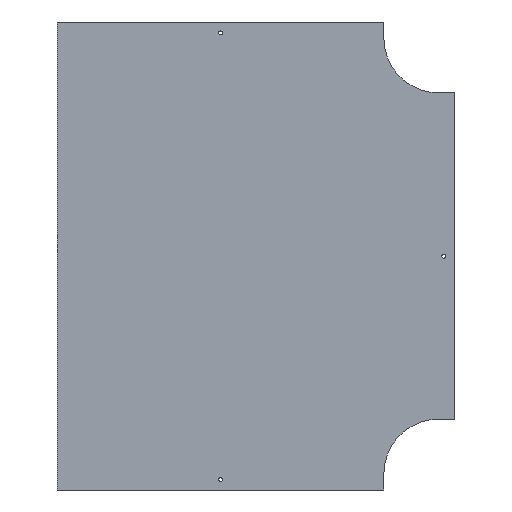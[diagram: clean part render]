
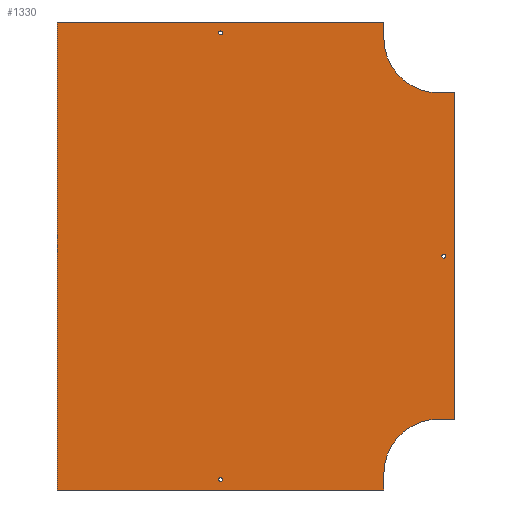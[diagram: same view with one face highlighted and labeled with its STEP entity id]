
A CAD part, front view. The second image highlights one B-rep face of the part: STEP entity #1330.
In plain terms, the highlighted planar face has unit normal (0, -1, 0).
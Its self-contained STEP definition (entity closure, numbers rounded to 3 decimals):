
#69 = AXIS2_PLACEMENT_3D ( 'NONE', #2195, #2194, #2193 ) ;
#70 = AXIS2_PLACEMENT_3D ( 'NONE', #2185, #2184, #2183 ) ;
#71 = AXIS2_PLACEMENT_3D ( 'NONE', #2180, #2179, #2178 ) ;
#72 = AXIS2_PLACEMENT_3D ( 'NONE', #2176, #2175, #2174 ) ;
#73 = AXIS2_PLACEMENT_3D ( 'NONE', #2173, #2172, #2171 ) ;
#246 = LINE ( 'NONE', #2204, #253 ) ;
#248 = LINE ( 'NONE', #2200, #251 ) ;
#250 = LINE ( 'NONE', #2186, #263 ) ;
#251 = VECTOR ( 'NONE', #2198, 1000. ) ;
#252 = CIRCLE ( 'NONE', #69, 100. ) ;
#253 = VECTOR ( 'NONE', #2197, 1000. ) ;
#254 = LINE ( 'NONE', #2199, #256 ) ;
#255 = LINE ( 'NONE', #2192, #258 ) ;
#256 = VECTOR ( 'NONE', #2202, 1000. ) ;
#257 = LINE ( 'NONE', #2190, #260 ) ;
#258 = VECTOR ( 'NONE', #2191, 1000. ) ;
#259 = CIRCLE ( 'NONE', #70, 100. ) ;
#260 = VECTOR ( 'NONE', #2189, 1000. ) ;
#261 = LINE ( 'NONE', #2188, #265 ) ;
#262 = LINE ( 'NONE', #2187, #267 ) ;
#263 = VECTOR ( 'NONE', #2196, 1000. ) ;
#265 = VECTOR ( 'NONE', #2182, 1000. ) ;
#266 = CIRCLE ( 'NONE', #71, 3.5 ) ;
#267 = VECTOR ( 'NONE', #2181, 1000. ) ;
#270 = CIRCLE ( 'NONE', #72, 3.5 ) ;
#271 = CIRCLE ( 'NONE', #73, 3.5 ) ;
#775 = CARTESIAN_POINT ( 'NONE',  ( 0., 0., -844.3 ) ) ;
#776 = CARTESIAN_POINT ( 'NONE',  ( 0., 0., -16.5 ) ) ;
#777 = CARTESIAN_POINT ( 'NONE',  ( 410., 0., -426.9 ) ) ;
#954 = VERTEX_POINT ( 'NONE', #775 ) ;
#955 = VERTEX_POINT ( 'NONE', #776 ) ;
#956 = VERTEX_POINT ( 'NONE', #777 ) ;
#1007 = ORIENTED_EDGE ( 'NONE', *, *, #2340, .T. ) ;
#1008 = ORIENTED_EDGE ( 'NONE', *, *, #2341, .T. ) ;
#1009 = ORIENTED_EDGE ( 'NONE', *, *, #2342, .T. ) ;
#1010 = ORIENTED_EDGE ( 'NONE', *, *, #2343, .T. ) ;
#1011 = ORIENTED_EDGE ( 'NONE', *, *, #2344, .T. ) ;
#1012 = ORIENTED_EDGE ( 'NONE', *, *, #2345, .T. ) ;
#1013 = ORIENTED_EDGE ( 'NONE', *, *, #2346, .F. ) ;
#1014 = ORIENTED_EDGE ( 'NONE', *, *, #2347, .F. ) ;
#1015 = ORIENTED_EDGE ( 'NONE', *, *, #2348, .F. ) ;
#1016 = ORIENTED_EDGE ( 'NONE', *, *, #2349, .T. ) ;
#1017 = ORIENTED_EDGE ( 'NONE', *, *, #2350, .T. ) ;
#1018 = ORIENTED_EDGE ( 'NONE', *, *, #2351, .T. ) ;
#1019 = ORIENTED_EDGE ( 'NONE', *, *, #2352, .T. ) ;
#1330 = ADVANCED_FACE ( 'NONE', ( #1645, #1644, #1639, #1646 ), #1981, .F. ) ;
#1613 = EDGE_LOOP ( 'NONE', ( #1007, #1008, #1009, #1010, #1011, #1012, #1013, #1014, #1015, #1016 ) ) ;
#1617 = EDGE_LOOP ( 'NONE', ( #1017 ) ) ;
#1618 = EDGE_LOOP ( 'NONE', ( #1018 ) ) ;
#1619 = EDGE_LOOP ( 'NONE', ( #1019 ) ) ;
#1639 = FACE_BOUND ( 'NONE', #1618, .T. ) ;
#1644 = FACE_BOUND ( 'NONE', #1617, .T. ) ;
#1645 = FACE_OUTER_BOUND ( 'NONE', #1613, .T. ) ;
#1646 = FACE_BOUND ( 'NONE', #1619, .T. ) ;
#1980 = DIRECTION ( 'NONE',  ( 0., 0., 1. ) ) ;
#1981 = PLANE ( 'NONE',  #2538 ) ;
#1982 = CARTESIAN_POINT ( 'NONE',  ( 0., 0., 0. ) ) ;
#1988 = DIRECTION ( 'NONE',  ( 0., 1., 0. ) ) ;
#2016 = CARTESIAN_POINT ( 'NONE',  ( -300., 0., 0. ) ) ;
#2017 = CARTESIAN_POINT ( 'NONE',  ( 300., 0., 0. ) ) ;
#2018 = CARTESIAN_POINT ( 'NONE',  ( -300., 0., -860. ) ) ;
#2020 = CARTESIAN_POINT ( 'NONE',  ( 300., 0., -30. ) ) ;
#2029 = CARTESIAN_POINT ( 'NONE',  ( 400., 0., -730. ) ) ;
#2030 = CARTESIAN_POINT ( 'NONE',  ( 430., 0., -730. ) ) ;
#2032 = CARTESIAN_POINT ( 'NONE',  ( 430., 0., -130. ) ) ;
#2033 = CARTESIAN_POINT ( 'NONE',  ( 400., 0., -130. ) ) ;
#2171 = DIRECTION ( 'NONE',  ( 0., 0., 1. ) ) ;
#2172 = DIRECTION ( 'NONE',  ( 0., 1., 0. ) ) ;
#2173 = CARTESIAN_POINT ( 'NONE',  ( 410., 0., -430.4 ) ) ;
#2174 = DIRECTION ( 'NONE',  ( 0., 0., 1. ) ) ;
#2175 = DIRECTION ( 'NONE',  ( 0., 1., 0. ) ) ;
#2176 = CARTESIAN_POINT ( 'NONE',  ( 0., 0., -20. ) ) ;
#2178 = DIRECTION ( 'NONE',  ( 0., 0., -1. ) ) ;
#2179 = DIRECTION ( 'NONE',  ( 0., 1., 0. ) ) ;
#2180 = CARTESIAN_POINT ( 'NONE',  ( 0., 0., -840.8 ) ) ;
#2181 = DIRECTION ( 'NONE',  ( 0., 0., -1. ) ) ;
#2182 = DIRECTION ( 'NONE',  ( 1., 0., 0. ) ) ;
#2183 = DIRECTION ( 'NONE',  ( 0., 0., 1. ) ) ;
#2184 = DIRECTION ( 'NONE',  ( 0., -1., 0. ) ) ;
#2185 = CARTESIAN_POINT ( 'NONE',  ( 400., 0., -30. ) ) ;
#2186 = CARTESIAN_POINT ( 'NONE',  ( 300., 0., 0. ) ) ;
#2187 = CARTESIAN_POINT ( 'NONE',  ( -300., 0., 0. ) ) ;
#2188 = CARTESIAN_POINT ( 'NONE',  ( 0., 0., 0. ) ) ;
#2189 = DIRECTION ( 'NONE',  ( -1., 0., 0. ) ) ;
#2190 = CARTESIAN_POINT ( 'NONE',  ( 0., 0., -130. ) ) ;
#2191 = DIRECTION ( 'NONE',  ( 0., 0., 1. ) ) ;
#2192 = CARTESIAN_POINT ( 'NONE',  ( 430., 0., 0. ) ) ;
#2193 = DIRECTION ( 'NONE',  ( 0., 0., 1. ) ) ;
#2194 = DIRECTION ( 'NONE',  ( 0., 1., 0. ) ) ;
#2195 = CARTESIAN_POINT ( 'NONE',  ( 400., 0., -830. ) ) ;
#2196 = DIRECTION ( 'NONE',  ( 0., 0., -1. ) ) ;
#2197 = DIRECTION ( 'NONE',  ( 0., 0., 1. ) ) ;
#2198 = DIRECTION ( 'NONE',  ( 1., 0., 0. ) ) ;
#2199 = CARTESIAN_POINT ( 'NONE',  ( 0., 0., -730. ) ) ;
#2200 = CARTESIAN_POINT ( 'NONE',  ( 0., 0., -860. ) ) ;
#2202 = DIRECTION ( 'NONE',  ( 1., 0., 0. ) ) ;
#2204 = CARTESIAN_POINT ( 'NONE',  ( 300., 0., 0. ) ) ;
#2235 = CARTESIAN_POINT ( 'NONE',  ( 300., 0., -830. ) ) ;
#2236 = CARTESIAN_POINT ( 'NONE',  ( 300., 0., -860. ) ) ;
#2305 = VERTEX_POINT ( 'NONE', #2033 ) ;
#2306 = VERTEX_POINT ( 'NONE', #2032 ) ;
#2308 = VERTEX_POINT ( 'NONE', #2030 ) ;
#2309 = VERTEX_POINT ( 'NONE', #2029 ) ;
#2319 = VERTEX_POINT ( 'NONE', #2020 ) ;
#2321 = VERTEX_POINT ( 'NONE', #2018 ) ;
#2322 = VERTEX_POINT ( 'NONE', #2017 ) ;
#2323 = VERTEX_POINT ( 'NONE', #2016 ) ;
#2324 = VERTEX_POINT ( 'NONE', #2236 ) ;
#2325 = VERTEX_POINT ( 'NONE', #2235 ) ;
#2340 = EDGE_CURVE ( 'NONE', #2321, #2324, #248, .T. ) ;
#2341 = EDGE_CURVE ( 'NONE', #2324, #2325, #246, .T. ) ;
#2342 = EDGE_CURVE ( 'NONE', #2325, #2309, #252, .T. ) ;
#2343 = EDGE_CURVE ( 'NONE', #2309, #2308, #254, .T. ) ;
#2344 = EDGE_CURVE ( 'NONE', #2308, #2306, #255, .T. ) ;
#2345 = EDGE_CURVE ( 'NONE', #2306, #2305, #257, .T. ) ;
#2346 = EDGE_CURVE ( 'NONE', #2319, #2305, #259, .T. ) ;
#2347 = EDGE_CURVE ( 'NONE', #2322, #2319, #250, .T. ) ;
#2348 = EDGE_CURVE ( 'NONE', #2323, #2322, #261, .T. ) ;
#2349 = EDGE_CURVE ( 'NONE', #2323, #2321, #262, .T. ) ;
#2350 = EDGE_CURVE ( 'NONE', #954, #954, #266, .T. ) ;
#2351 = EDGE_CURVE ( 'NONE', #955, #955, #270, .T. ) ;
#2352 = EDGE_CURVE ( 'NONE', #956, #956, #271, .T. ) ;
#2538 = AXIS2_PLACEMENT_3D ( 'NONE', #1982, #1988, #1980 ) ;
